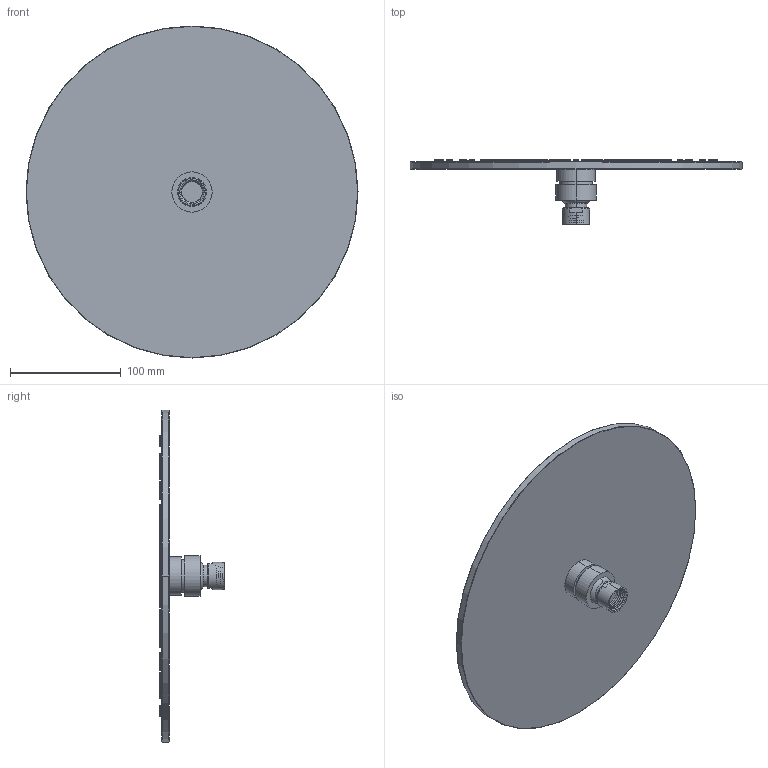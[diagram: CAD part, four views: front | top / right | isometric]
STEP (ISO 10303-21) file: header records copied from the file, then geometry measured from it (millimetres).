
FILE_DESCRIPTION((''),'2;1');
FILE_NAME('300','2018-07-30T',('MQ'),(''),'PRO/ENGINEER BY PARAMETRIC TECHNOLOGY CORPORATION, 2012130','PRO/ENGINEER BY PARAMETRIC TECHNOLOGY CORPORATION, 2012130','');
FILE_SCHEMA(('CONFIG_CONTROL_DESIGN'));
Length unit declared in the file: millimetre
Products named in the file (1): 300
Bounding box: 300 x 58.5 x 300 mm (x, y, z)
Volume: 497181.4 mm3; surface area: 158146.7 mm2
Topology: 1 solids, 1 shells, 1007 faces, 2028 edges, 1269 vertices
Faces by surface type: cylinder 500, plane 253, torus 248, bspline 4, cone 2
Entity records: 27500 total; most frequent: DIRECTION 5494, CARTESIAN_POINT 5055, ORIENTED_EDGE 4056, AXIS2_PLACEMENT_3D 2490, EDGE_CURVE 2028, CIRCLE 1487, VERTEX_POINT 1269, EDGE_LOOP 1253
